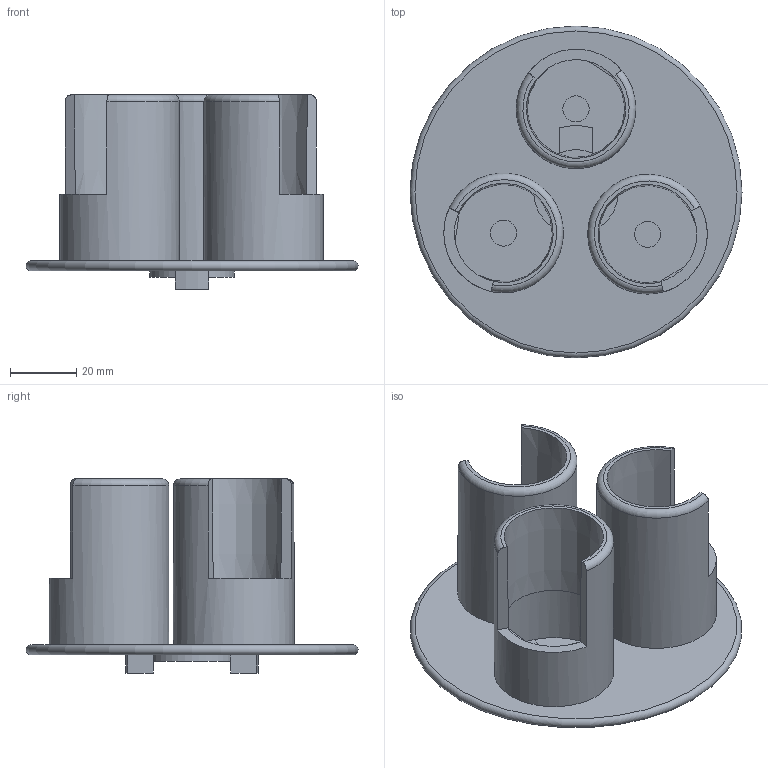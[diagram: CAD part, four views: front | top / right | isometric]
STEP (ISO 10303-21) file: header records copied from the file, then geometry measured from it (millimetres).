
FILE_DESCRIPTION(/* description */ (''),/* implementation_level */ '2;1');
FILE_NAME(/* name */ 'Disk with 3 Tube Holders.step',/* time_stamp */ '2023-08-25T20:06:54-04:00',/* author */ (''),/* organization */ (''),/* preprocessor_version */ 'ST-DEVELOPER v20',/* originating_system */ 'Autodesk Translation Framework v12.9.0.99',/* authorisation */ '');
FILE_SCHEMA (('AUTOMOTIVE_DESIGN { 1 0 10303 214 3 1 1 }'));
Length unit declared in the file: millimetre
Products named in the file (1): Disk with 3 Tube Holders
Bounding box: 100 x 100 x 58.5 mm (x, y, z)
Volume: 92399.7 mm3; surface area: 38583.7 mm2
Topology: 1 solids, 1 shells, 43 faces, 107 edges, 70 vertices
Faces by surface type: plane 24, cylinder 9, cone 6, torus 4
Full cylindrical faces by diameter (mm): 36 x3
Entity records: 1364 total; most frequent: CARTESIAN_POINT 299, DIRECTION 222, ORIENTED_EDGE 214, EDGE_CURVE 107, AXIS2_PLACEMENT_3D 89, VERTEX_POINT 70, EDGE_LOOP 47, CIRCLE 45
